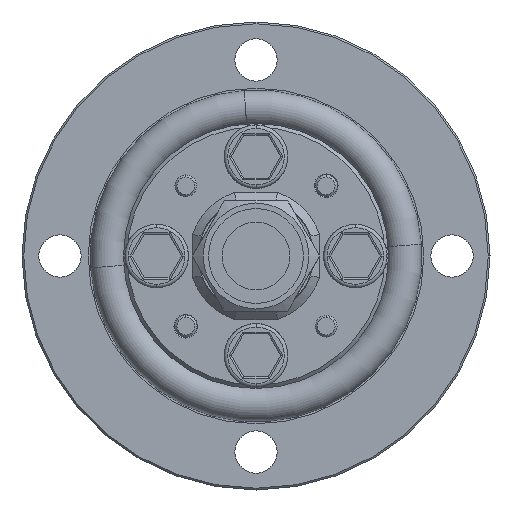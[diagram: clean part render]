
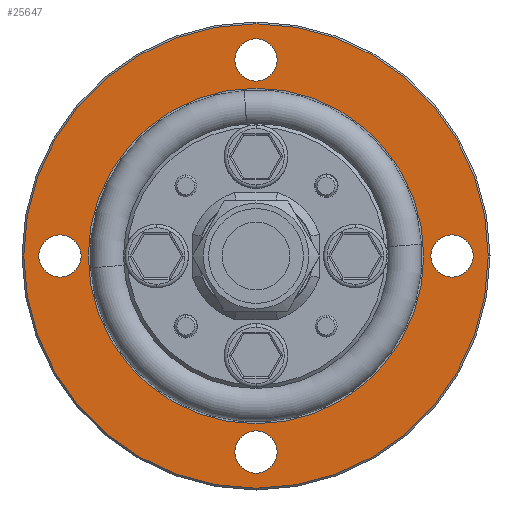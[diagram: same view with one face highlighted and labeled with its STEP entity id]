
A CAD part, left-side view. The second image highlights one B-rep face of the part: STEP entity #25647.
In plain terms, the highlighted planar face has unit normal (-1, 0, 0).
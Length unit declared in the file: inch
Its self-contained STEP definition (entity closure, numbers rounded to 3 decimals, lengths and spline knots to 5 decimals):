
#255 = CIRCLE ( 'NONE', #11536, 0.06 ) ;
#557 = CARTESIAN_POINT ( 'NONE',  ( -2.32454, 0.50716, 0.61778 ) ) ;
#664 = CIRCLE ( 'NONE', #27518, 0.475 ) ;
#686 = DIRECTION ( 'NONE',  ( 0., 0., 1. ) ) ;
#1129 = EDGE_CURVE ( 'NONE', #28395, #5382, #4393, .T. ) ;
#1634 = AXIS2_PLACEMENT_3D ( 'NONE', #22394, #24581, #12762 ) ;
#1844 = EDGE_LOOP ( 'NONE', ( #14243, #12557 ) ) ;
#2023 = ORIENTED_EDGE ( 'NONE', *, *, #25739, .F. ) ;
#2468 = ORIENTED_EDGE ( 'NONE', *, *, #17417, .F. ) ;
#2522 = EDGE_CURVE ( 'NONE', #5382, #28395, #26131, .T. ) ;
#2978 = CIRCLE ( 'NONE', #19691, 0.06 ) ;
#3068 = CARTESIAN_POINT ( 'NONE',  ( -2.32454, -0.04784, 0.08278 ) ) ;
#3772 = DIRECTION ( 'NONE',  ( 0., 0., 1. ) ) ;
#4229 = CARTESIAN_POINT ( 'NONE',  ( -2.32454, 0.88216, 0.14278 ) ) ;
#4393 = CIRCLE ( 'NONE', #25317, 0.06 ) ;
#4865 = CARTESIAN_POINT ( 'NONE',  ( -2.32454, 0.50716, -0.41222 ) ) ;
#5220 = CIRCLE ( 'NONE', #20030, 0.475 ) ;
#5382 = VERTEX_POINT ( 'NONE', #10413 ) ;
#5649 = EDGE_CURVE ( 'NONE', #16954, #17306, #21931, .T. ) ;
#6191 = VERTEX_POINT ( 'NONE', #557 ) ;
#6322 = CARTESIAN_POINT ( 'NONE',  ( -2.32454, 0.50716, 0.14278 ) ) ;
#6796 = CARTESIAN_POINT ( 'NONE',  ( -2.32454, 1.06216, 0.20278 ) ) ;
#7781 = CARTESIAN_POINT ( 'NONE',  ( -2.32454, -0.04784, 0.14278 ) ) ;
#8562 = AXIS2_PLACEMENT_3D ( 'NONE', #12332, #19533, #23956 ) ;
#9270 = ORIENTED_EDGE ( 'NONE', *, *, #16996, .T. ) ;
#9281 = EDGE_CURVE ( 'NONE', #22686, #26965, #23995, .T. ) ;
#9485 = DIRECTION ( 'NONE',  ( -1., 0., 0. ) ) ;
#9486 = AXIS2_PLACEMENT_3D ( 'NONE', #13868, #16356, #18785 ) ;
#9558 = VERTEX_POINT ( 'NONE', #12967 ) ;
#9561 = CARTESIAN_POINT ( 'NONE',  ( -2.32454, 0.50716, 0.14278 ) ) ;
#9578 = CARTESIAN_POINT ( 'NONE',  ( -2.32454, 0.50716, 0.14278 ) ) ;
#10207 = ORIENTED_EDGE ( 'NONE', *, *, #1129, .F. ) ;
#10329 = EDGE_CURVE ( 'NONE', #9558, #24888, #26402, .T. ) ;
#10413 = CARTESIAN_POINT ( 'NONE',  ( -2.32454, 0.50716, 0.75778 ) ) ;
#10718 = CIRCLE ( 'NONE', #9486, 0.06 ) ;
#10786 = DIRECTION ( 'NONE',  ( -1., 0., 0. ) ) ;
#11536 = AXIS2_PLACEMENT_3D ( 'NONE', #4865, #21350, #13025 ) ;
#11655 = CARTESIAN_POINT ( 'NONE',  ( -2.32454, 1.06216, 0.08278 ) ) ;
#12121 = VERTEX_POINT ( 'NONE', #26155 ) ;
#12157 = DIRECTION ( 'NONE',  ( 0., 0., 1. ) ) ;
#12332 = CARTESIAN_POINT ( 'NONE',  ( -2.32454, 0.50716, 0.69778 ) ) ;
#12557 = ORIENTED_EDGE ( 'NONE', *, *, #30131, .F. ) ;
#12762 = DIRECTION ( 'NONE',  ( 0., 0., 1. ) ) ;
#12802 = CARTESIAN_POINT ( 'NONE',  ( -2.32454, 0.50716, 0.69778 ) ) ;
#12967 = CARTESIAN_POINT ( 'NONE',  ( -2.32454, 0.50716, -0.35222 ) ) ;
#13025 = DIRECTION ( 'NONE',  ( 0., 0., 1. ) ) ;
#13523 = DIRECTION ( 'NONE',  ( -1., 0., 0. ) ) ;
#13868 = CARTESIAN_POINT ( 'NONE',  ( -2.32454, 1.06216, 0.14278 ) ) ;
#14144 = DIRECTION ( 'NONE',  ( 0., 0., 1. ) ) ;
#14243 = ORIENTED_EDGE ( 'NONE', *, *, #5649, .F. ) ;
#14929 = CARTESIAN_POINT ( 'NONE',  ( -2.32454, 0.50716, 0.63778 ) ) ;
#14980 = CARTESIAN_POINT ( 'NONE',  ( -2.32454, 1.06216, 0.14278 ) ) ;
#15539 = EDGE_LOOP ( 'NONE', ( #18369, #29231 ) ) ;
#15900 = VERTEX_POINT ( 'NONE', #6796 ) ;
#16356 = DIRECTION ( 'NONE',  ( -1., 0., 0. ) ) ;
#16446 = CIRCLE ( 'NONE', #24560, 0.06 ) ;
#16954 = VERTEX_POINT ( 'NONE', #3068 ) ;
#16996 = EDGE_CURVE ( 'NONE', #26965, #22686, #29431, .T. ) ;
#17306 = VERTEX_POINT ( 'NONE', #27875 ) ;
#17417 = EDGE_CURVE ( 'NONE', #24888, #9558, #255, .T. ) ;
#17543 = ORIENTED_EDGE ( 'NONE', *, *, #9281, .T. ) ;
#17548 = DIRECTION ( 'NONE',  ( -1., 0., 0. ) ) ;
#17607 = EDGE_LOOP ( 'NONE', ( #10207, #24903 ) ) ;
#17631 = FACE_BOUND ( 'NONE', #1844, .T. ) ;
#18369 = ORIENTED_EDGE ( 'NONE', *, *, #23588, .F. ) ;
#18436 = EDGE_LOOP ( 'NONE', ( #2468, #26618 ) ) ;
#18785 = DIRECTION ( 'NONE',  ( 0., 0., 1. ) ) ;
#18898 = EDGE_LOOP ( 'NONE', ( #2023, #30312 ) ) ;
#19019 = EDGE_CURVE ( 'NONE', #15900, #22609, #16446, .T. ) ;
#19533 = DIRECTION ( 'NONE',  ( -1., 0., 0. ) ) ;
#19691 = AXIS2_PLACEMENT_3D ( 'NONE', #23344, #25118, #25745 ) ;
#19870 = DIRECTION ( 'NONE',  ( 0., 0., 1. ) ) ;
#19990 = DIRECTION ( 'NONE',  ( 0., 0., 1. ) ) ;
#20030 = AXIS2_PLACEMENT_3D ( 'NONE', #6322, #10786, #3772 ) ;
#21350 = DIRECTION ( 'NONE',  ( -1., 0., 0. ) ) ;
#21931 = CIRCLE ( 'NONE', #23635, 0.06 ) ;
#22394 = CARTESIAN_POINT ( 'NONE',  ( -2.32454, 0.50716, 0.14278 ) ) ;
#22406 = FACE_BOUND ( 'NONE', #15539, .T. ) ;
#22609 = VERTEX_POINT ( 'NONE', #11655 ) ;
#22686 = VERTEX_POINT ( 'NONE', #23790 ) ;
#22968 = DIRECTION ( 'NONE',  ( 0., 0., 1. ) ) ;
#23067 = PLANE ( 'NONE',  #23752 ) ;
#23344 = CARTESIAN_POINT ( 'NONE',  ( -2.32454, -0.04784, 0.14278 ) ) ;
#23506 = FACE_BOUND ( 'NONE', #18436, .T. ) ;
#23543 = AXIS2_PLACEMENT_3D ( 'NONE', #28049, #9485, #14144 ) ;
#23588 = EDGE_CURVE ( 'NONE', #22609, #15900, #10718, .T. ) ;
#23635 = AXIS2_PLACEMENT_3D ( 'NONE', #7781, #28844, #686 ) ;
#23752 = AXIS2_PLACEMENT_3D ( 'NONE', #4229, #13523, #22968 ) ;
#23790 = CARTESIAN_POINT ( 'NONE',  ( -2.32454, 0.50716, 0.80028 ) ) ;
#23895 = FACE_BOUND ( 'NONE', #17607, .T. ) ;
#23956 = DIRECTION ( 'NONE',  ( 0., 0., 1. ) ) ;
#23995 = CIRCLE ( 'NONE', #26344, 0.6575 ) ;
#24560 = AXIS2_PLACEMENT_3D ( 'NONE', #14980, #17548, #19990 ) ;
#24581 = DIRECTION ( 'NONE',  ( -1., 0., 0. ) ) ;
#24888 = VERTEX_POINT ( 'NONE', #28416 ) ;
#24903 = ORIENTED_EDGE ( 'NONE', *, *, #2522, .F. ) ;
#25118 = DIRECTION ( 'NONE',  ( -1., 0., 0. ) ) ;
#25317 = AXIS2_PLACEMENT_3D ( 'NONE', #12802, #29279, #19870 ) ;
#25647 = ADVANCED_FACE ( 'NONE', ( #30204, #22406, #23895, #17631, #23506, #27237 ), #23067, .T. ) ;
#25739 = EDGE_CURVE ( 'NONE', #6191, #12121, #664, .T. ) ;
#25745 = DIRECTION ( 'NONE',  ( 0., 0., 1. ) ) ;
#25886 = DIRECTION ( 'NONE',  ( -1., 0., 0. ) ) ;
#25934 = EDGE_LOOP ( 'NONE', ( #9270, #17543 ) ) ;
#26070 = DIRECTION ( 'NONE',  ( -1., 0., 0. ) ) ;
#26131 = CIRCLE ( 'NONE', #8562, 0.06 ) ;
#26155 = CARTESIAN_POINT ( 'NONE',  ( -2.32454, 0.50716, -0.33222 ) ) ;
#26344 = AXIS2_PLACEMENT_3D ( 'NONE', #9561, #26070, #12157 ) ;
#26402 = CIRCLE ( 'NONE', #23543, 0.06 ) ;
#26618 = ORIENTED_EDGE ( 'NONE', *, *, #10329, .F. ) ;
#26965 = VERTEX_POINT ( 'NONE', #29875 ) ;
#27237 = FACE_BOUND ( 'NONE', #18898, .T. ) ;
#27518 = AXIS2_PLACEMENT_3D ( 'NONE', #9578, #25886, #30437 ) ;
#27875 = CARTESIAN_POINT ( 'NONE',  ( -2.32454, -0.04784, 0.20278 ) ) ;
#28049 = CARTESIAN_POINT ( 'NONE',  ( -2.32454, 0.50716, -0.41222 ) ) ;
#28395 = VERTEX_POINT ( 'NONE', #14929 ) ;
#28416 = CARTESIAN_POINT ( 'NONE',  ( -2.32454, 0.50716, -0.47222 ) ) ;
#28440 = EDGE_CURVE ( 'NONE', #12121, #6191, #5220, .T. ) ;
#28844 = DIRECTION ( 'NONE',  ( -1., 0., 0. ) ) ;
#29231 = ORIENTED_EDGE ( 'NONE', *, *, #19019, .F. ) ;
#29279 = DIRECTION ( 'NONE',  ( -1., 0., 0. ) ) ;
#29431 = CIRCLE ( 'NONE', #1634, 0.6575 ) ;
#29875 = CARTESIAN_POINT ( 'NONE',  ( -2.32454, 0.50716, -0.51472 ) ) ;
#30131 = EDGE_CURVE ( 'NONE', #17306, #16954, #2978, .T. ) ;
#30204 = FACE_OUTER_BOUND ( 'NONE', #25934, .T. ) ;
#30312 = ORIENTED_EDGE ( 'NONE', *, *, #28440, .F. ) ;
#30437 = DIRECTION ( 'NONE',  ( 0., 0., 1. ) ) ;
